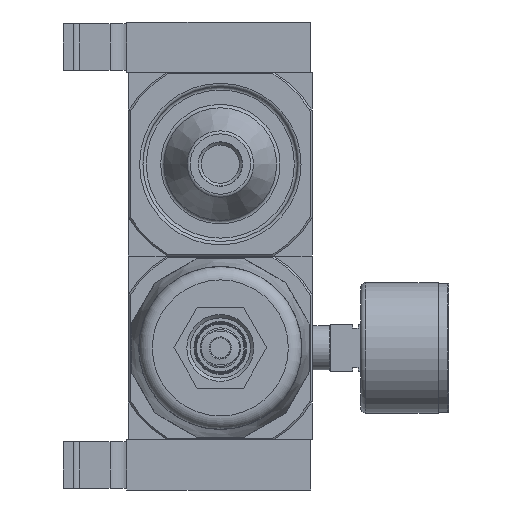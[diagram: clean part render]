
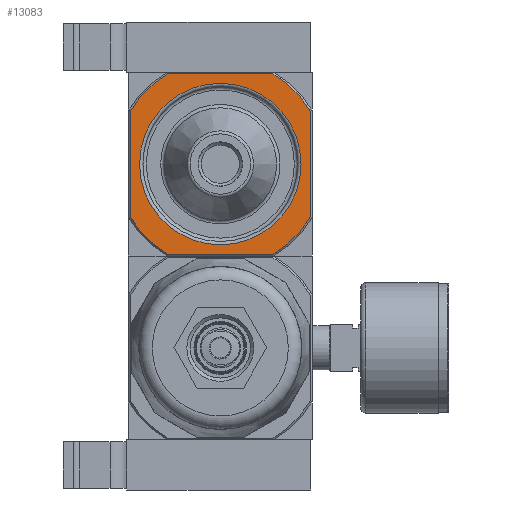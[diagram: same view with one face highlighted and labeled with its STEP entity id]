
A CAD part, front view. The second image highlights one B-rep face of the part: STEP entity #13083.
In plain terms, the highlighted planar face has unit normal (0, -1, 0).
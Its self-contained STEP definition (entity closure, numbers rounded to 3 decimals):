
#1071=CIRCLE('',#18387,24.15);
#1072=CIRCLE('',#18388,31.25);
#1073=CIRCLE('',#18389,31.25);
#1074=CIRCLE('',#18390,31.25);
#1075=CIRCLE('',#18391,31.25);
#2700=ORIENTED_EDGE('',*,*,#5971,.F.);
#2701=ORIENTED_EDGE('',*,*,#5972,.T.);
#2702=ORIENTED_EDGE('',*,*,#5973,.T.);
#2703=ORIENTED_EDGE('',*,*,#5968,.T.);
#2704=ORIENTED_EDGE('',*,*,#5974,.T.);
#2705=ORIENTED_EDGE('',*,*,#5975,.F.);
#2706=ORIENTED_EDGE('',*,*,#5976,.T.);
#2707=ORIENTED_EDGE('',*,*,#5977,.F.);
#2708=ORIENTED_EDGE('',*,*,#5978,.T.);
#5968=EDGE_CURVE('',#7673,#7674,#8846,.T.);
#5971=EDGE_CURVE('',#7675,#7675,#1071,.T.);
#5972=EDGE_CURVE('',#7676,#7677,#8847,.T.);
#5973=EDGE_CURVE('',#7677,#7673,#1072,.T.);
#5974=EDGE_CURVE('',#7674,#7678,#1073,.T.);
#5975=EDGE_CURVE('',#7679,#7678,#8848,.T.);
#5976=EDGE_CURVE('',#7679,#7680,#1074,.T.);
#5977=EDGE_CURVE('',#7681,#7680,#8849,.T.);
#5978=EDGE_CURVE('',#7681,#7676,#1075,.T.);
#7673=VERTEX_POINT('',#25033);
#7674=VERTEX_POINT('',#25034);
#7675=VERTEX_POINT('',#25045);
#7676=VERTEX_POINT('',#25047);
#7677=VERTEX_POINT('',#25048);
#7678=VERTEX_POINT('',#25051);
#7679=VERTEX_POINT('',#25053);
#7680=VERTEX_POINT('',#25055);
#7681=VERTEX_POINT('',#25057);
#8846=LINE('',#25032,#9693);
#8847=LINE('',#25046,#9694);
#8848=LINE('',#25052,#9695);
#8849=LINE('',#25056,#9696);
#9693=VECTOR('',#20894,1000.);
#9694=VECTOR('',#20899,1000.);
#9695=VECTOR('',#20904,1000.);
#9696=VECTOR('',#20907,1000.);
#10525=EDGE_LOOP('',(#2700));
#10526=EDGE_LOOP('',(#2701,#2702,#2703,#2704,#2705,#2706,#2707,#2708));
#11628=FACE_BOUND('',#10525,.T.);
#11629=FACE_BOUND('',#10526,.T.);
#12523=PLANE('',#18386);
#13083=ADVANCED_FACE('',(#11628,#11629),#12523,.F.);
#18386=AXIS2_PLACEMENT_3D('',#25043,#20895,#20896);
#18387=AXIS2_PLACEMENT_3D('',#25044,#20897,#20898);
#18388=AXIS2_PLACEMENT_3D('',#25049,#20900,#20901);
#18389=AXIS2_PLACEMENT_3D('',#25050,#20902,#20903);
#18390=AXIS2_PLACEMENT_3D('',#25054,#20905,#20906);
#18391=AXIS2_PLACEMENT_3D('',#25058,#20908,#20909);
#20894=DIRECTION('',(0.,0.,-1.));
#20895=DIRECTION('',(0.,1.,0.));
#20896=DIRECTION('',(0.,0.,1.));
#20897=DIRECTION('',(0.,-1.,0.));
#20898=DIRECTION('',(0.,0.,-1.));
#20899=DIRECTION('',(-1.,0.,0.));
#20900=DIRECTION('',(0.,-1.,0.));
#20901=DIRECTION('',(0.,0.,-1.));
#20902=DIRECTION('',(0.,-1.,0.));
#20903=DIRECTION('',(0.,0.,-1.));
#20904=DIRECTION('',(-1.,0.,0.));
#20905=DIRECTION('',(0.,-1.,0.));
#20906=DIRECTION('',(0.,0.,-1.));
#20907=DIRECTION('',(0.,0.,-1.));
#20908=DIRECTION('',(0.,-1.,0.));
#20909=DIRECTION('',(0.,0.,-1.));
#25032=CARTESIAN_POINT('',(-27.,-27.5,27.5));
#25033=CARTESIAN_POINT('',(-27.,-27.5,15.734));
#25034=CARTESIAN_POINT('',(-27.,-27.5,-15.734));
#25043=CARTESIAN_POINT('',(-27.,-27.5,27.5));
#25044=CARTESIAN_POINT('',(0.,-27.5,0.));
#25045=CARTESIAN_POINT('',(0.,-27.5,-24.15));
#25046=CARTESIAN_POINT('',(33.,-27.5,27.));
#25047=CARTESIAN_POINT('',(15.734,-27.5,27.));
#25048=CARTESIAN_POINT('',(-15.734,-27.5,27.));
#25049=CARTESIAN_POINT('',(0.,-27.5,0.));
#25050=CARTESIAN_POINT('',(0.,-27.5,0.));
#25051=CARTESIAN_POINT('',(-15.734,-27.5,-27.));
#25052=CARTESIAN_POINT('',(33.,-27.5,-27.));
#25053=CARTESIAN_POINT('',(15.734,-27.5,-27.));
#25054=CARTESIAN_POINT('',(0.,-27.5,0.));
#25055=CARTESIAN_POINT('',(27.,-27.5,-15.734));
#25056=CARTESIAN_POINT('',(27.,-27.5,27.5));
#25057=CARTESIAN_POINT('',(27.,-27.5,15.734));
#25058=CARTESIAN_POINT('',(0.,-27.5,0.));
